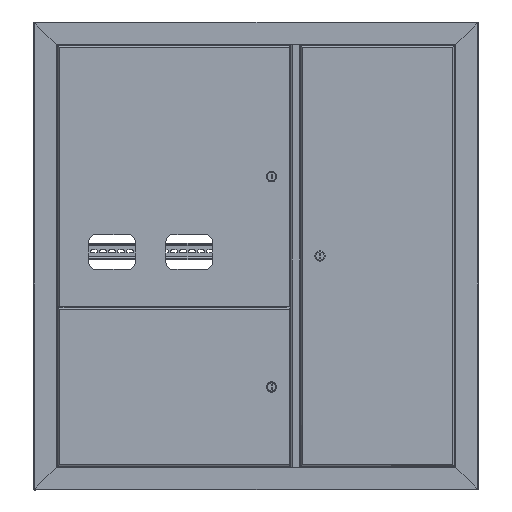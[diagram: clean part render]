
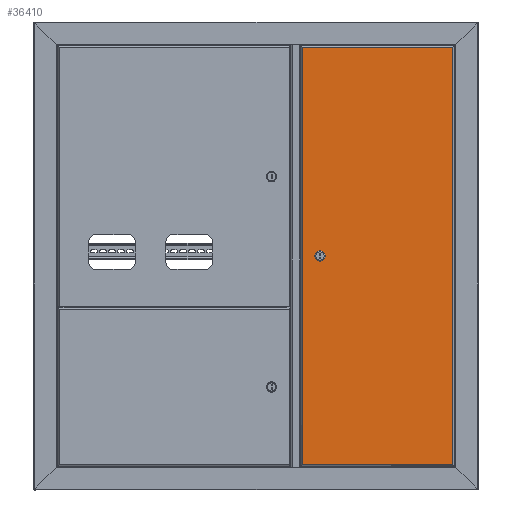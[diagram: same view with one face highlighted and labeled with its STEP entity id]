
A CAD part, top view. The second image highlights one B-rep face of the part: STEP entity #36410.
In plain terms, the highlighted planar face has unit normal (0, 0, 1).
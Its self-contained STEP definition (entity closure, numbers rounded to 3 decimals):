
#99 = AXIS2_PLACEMENT_3D ( 'NONE', #48670, #8674, #34958 ) ;
#149 = AXIS2_PLACEMENT_3D ( 'NONE', #42693, #2706, #37747 ) ;
#295 = DIRECTION ( 'NONE',  ( 0., 0., 1. ) ) ;
#637 = CARTESIAN_POINT ( 'NONE',  ( 894.993, 324., 0. ) ) ;
#1023 = EDGE_CURVE ( 'NONE', #52266, #36604, #10763, .T. ) ;
#1482 = CARTESIAN_POINT ( 'NONE',  ( 1.7, 1.7, 0. ) ) ;
#2305 = DIRECTION ( 'NONE',  ( 0., 1., 0. ) ) ;
#2706 = DIRECTION ( 'NONE',  ( 0., 0., 1. ) ) ;
#3397 = VERTEX_POINT ( 'NONE', #27067 ) ;
#5148 = VECTOR ( 'NONE', #32656, 1000. ) ;
#6657 = VECTOR ( 'NONE', #2305, 1000. ) ;
#8302 = AXIS2_PLACEMENT_3D ( 'NONE', #18986, #9359, #31850 ) ;
#8344 = ORIENTED_EDGE ( 'NONE', *, *, #33054, .F. ) ;
#8674 = DIRECTION ( 'NONE',  ( 0., 0., 1. ) ) ;
#8816 = AXIS2_PLACEMENT_3D ( 'NONE', #44958, #295, #36186 ) ;
#9311 = EDGE_CURVE ( 'NONE', #32110, #10723, #12583, .T. ) ;
#9359 = DIRECTION ( 'NONE',  ( 0., 0., -1. ) ) ;
#10423 = VECTOR ( 'NONE', #21358, 1000. ) ;
#10723 = VERTEX_POINT ( 'NONE', #53730 ) ;
#10763 = LINE ( 'NONE', #32976, #6657 ) ;
#10772 = ORIENTED_EDGE ( 'NONE', *, *, #23860, .F. ) ;
#11479 = LINE ( 'NONE', #38638, #10423 ) ;
#11552 = CARTESIAN_POINT ( 'NONE',  ( 894.7, 1.7, 0. ) ) ;
#11571 = EDGE_CURVE ( 'NONE', #56623, #35131, #46884, .T. ) ;
#12583 = CIRCLE ( 'NONE', #8816, 9.25 ) ;
#13340 = DIRECTION ( 'NONE',  ( -1., 0., 0. ) ) ;
#13740 = FACE_BOUND ( 'NONE', #28020, .T. ) ;
#15197 = CARTESIAN_POINT ( 'NONE',  ( 894.7, 324., 0. ) ) ;
#16090 = VECTOR ( 'NONE', #45025, 1000. ) ;
#16944 = CIRCLE ( 'NONE', #149, 9.25 ) ;
#18475 = VERTEX_POINT ( 'NONE', #22107 ) ;
#18986 = CARTESIAN_POINT ( 'NONE',  ( 0., 325.7, 0. ) ) ;
#21358 = DIRECTION ( 'NONE',  ( 1., 0., 0. ) ) ;
#22107 = CARTESIAN_POINT ( 'NONE',  ( 451.849, 31.5, 0. ) ) ;
#22555 = ORIENTED_EDGE ( 'NONE', *, *, #11571, .T. ) ;
#23117 = EDGE_CURVE ( 'NONE', #18475, #32110, #43909, .T. ) ;
#23860 = EDGE_CURVE ( 'NONE', #3397, #30341, #16944, .T. ) ;
#24646 = CARTESIAN_POINT ( 'NONE',  ( 1.7, 324.293, 0. ) ) ;
#26417 = CARTESIAN_POINT ( 'NONE',  ( 444.551, 31.5, 0. ) ) ;
#27067 = CARTESIAN_POINT ( 'NONE',  ( 444.551, 48.5, 0. ) ) ;
#27402 = EDGE_LOOP ( 'NONE', ( #55870, #47816, #46310, #22555 ) ) ;
#28020 = EDGE_LOOP ( 'NONE', ( #40730, #32562, #32956, #8344, #10772 ) ) ;
#28556 = LINE ( 'NONE', #55143, #5148 ) ;
#30341 = VERTEX_POINT ( 'NONE', #26417 ) ;
#31155 = LINE ( 'NONE', #35524, #54782 ) ;
#31339 = CARTESIAN_POINT ( 'NONE',  ( 457.45, 40., 0. ) ) ;
#31850 = DIRECTION ( 'NONE',  ( -1., 0., 0. ) ) ;
#32110 = VERTEX_POINT ( 'NONE', #31339 ) ;
#32431 = PLANE ( 'NONE',  #8302 ) ;
#32562 = ORIENTED_EDGE ( 'NONE', *, *, #9311, .F. ) ;
#32656 = DIRECTION ( 'NONE',  ( 1., 0., 0. ) ) ;
#32956 = ORIENTED_EDGE ( 'NONE', *, *, #23117, .F. ) ;
#32976 = CARTESIAN_POINT ( 'NONE',  ( 894.7, 0., 0. ) ) ;
#33054 = EDGE_CURVE ( 'NONE', #30341, #18475, #28556, .T. ) ;
#33419 = EDGE_CURVE ( 'NONE', #10723, #3397, #31155, .T. ) ;
#34958 = DIRECTION ( 'NONE',  ( 1., 0., 0. ) ) ;
#35131 = VERTEX_POINT ( 'NONE', #1482 ) ;
#35524 = CARTESIAN_POINT ( 'NONE',  ( 451.849, 48.5, 0. ) ) ;
#36186 = DIRECTION ( 'NONE',  ( 1., 0., 0. ) ) ;
#36410 = ADVANCED_FACE ( 'NONE', ( #13740, #36526 ), #32431, .F. ) ;
#36526 = FACE_OUTER_BOUND ( 'NONE', #27402, .T. ) ;
#36604 = VERTEX_POINT ( 'NONE', #15197 ) ;
#37747 = DIRECTION ( 'NONE',  ( 1., 0., 0. ) ) ;
#38638 = CARTESIAN_POINT ( 'NONE',  ( 1.7, 1.7, 0. ) ) ;
#40635 = LINE ( 'NONE', #637, #16090 ) ;
#40730 = ORIENTED_EDGE ( 'NONE', *, *, #33419, .F. ) ;
#41351 = VECTOR ( 'NONE', #42487, 1000. ) ;
#42487 = DIRECTION ( 'NONE',  ( 0., -1., 0. ) ) ;
#42693 = CARTESIAN_POINT ( 'NONE',  ( 448.2, 40., 0. ) ) ;
#43909 = CIRCLE ( 'NONE', #99, 9.25 ) ;
#44958 = CARTESIAN_POINT ( 'NONE',  ( 448.2, 40., 0. ) ) ;
#45025 = DIRECTION ( 'NONE',  ( -1., 0., 0. ) ) ;
#45254 = CARTESIAN_POINT ( 'NONE',  ( 1.7, 324., 0. ) ) ;
#46310 = ORIENTED_EDGE ( 'NONE', *, *, #54067, .T. ) ;
#46884 = LINE ( 'NONE', #24646, #41351 ) ;
#47816 = ORIENTED_EDGE ( 'NONE', *, *, #1023, .T. ) ;
#48670 = CARTESIAN_POINT ( 'NONE',  ( 448.2, 40., 0. ) ) ;
#52266 = VERTEX_POINT ( 'NONE', #11552 ) ;
#52601 = EDGE_CURVE ( 'NONE', #35131, #52266, #11479, .T. ) ;
#53730 = CARTESIAN_POINT ( 'NONE',  ( 451.849, 48.5, 0. ) ) ;
#54067 = EDGE_CURVE ( 'NONE', #36604, #56623, #40635, .T. ) ;
#54782 = VECTOR ( 'NONE', #13340, 1000. ) ;
#55143 = CARTESIAN_POINT ( 'NONE',  ( 451.849, 31.5, 0. ) ) ;
#55870 = ORIENTED_EDGE ( 'NONE', *, *, #52601, .T. ) ;
#56623 = VERTEX_POINT ( 'NONE', #45254 ) ;
